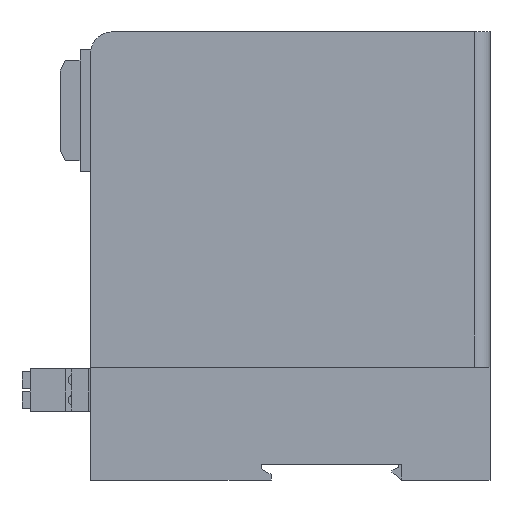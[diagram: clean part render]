
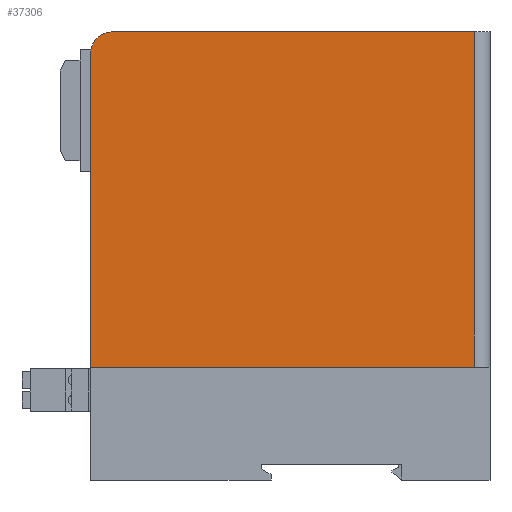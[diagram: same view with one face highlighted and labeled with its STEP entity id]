
A CAD part, left-side view. The second image highlights one B-rep face of the part: STEP entity #37306.
In plain terms, the highlighted planar face has unit normal (-1, 0, 0).
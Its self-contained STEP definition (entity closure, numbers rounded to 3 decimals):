
#3699=DIRECTION('',(0.,1.,0.));
#3700=VECTOR('',#3699,91.4);
#3701=CARTESIAN_POINT('',(25.,4.,113.22));
#3702=LINE('',#3701,#3700);
#6736=DIRECTION('',(0.,0.,1.));
#6737=VECTOR('',#6736,79.15);
#6738=CARTESIAN_POINT('',(25.,100.9,28.57));
#6739=LINE('',#6738,#6737);
#10484=CARTESIAN_POINT('',(25.,95.4,107.72));
#10485=DIRECTION('',(-1.,0.,0.));
#10486=DIRECTION('',(0.,0.,1.));
#10487=AXIS2_PLACEMENT_3D('',#10484,#10485,#10486);
#10492=DIRECTION('',(0.,0.,1.));
#10493=VECTOR('',#10492,84.65);
#10494=CARTESIAN_POINT('',(25.,4.,28.57));
#10495=LINE('',#10494,#10493);
#10499=DIRECTION('',(0.,1.,0.));
#10500=VECTOR('',#10499,96.9);
#10501=CARTESIAN_POINT('',(25.,4.,28.57));
#10502=LINE('',#10501,#10500);
#22573=CARTESIAN_POINT('',(25.,100.9,28.57));
#22574=VERTEX_POINT('',#22573);
#26735=CARTESIAN_POINT('',(25.,4.,28.57));
#26736=CARTESIAN_POINT('',(25.,4.,113.22));
#26737=VERTEX_POINT('',#26735);
#26738=VERTEX_POINT('',#26736);
#26749=CARTESIAN_POINT('',(25.,95.4,113.22));
#26750=CARTESIAN_POINT('',(25.,100.9,107.72));
#26751=VERTEX_POINT('',#26749);
#26752=VERTEX_POINT('',#26750);
#37292=CARTESIAN_POINT('',(25.,0.,28.57));
#37293=DIRECTION('',(-1.,0.,0.));
#37294=DIRECTION('',(0.,0.,1.));
#37295=AXIS2_PLACEMENT_3D('',#37292,#37293,#37294);
#37296=PLANE('',#37295);
#37297=ORIENTED_EDGE('',*,*,#32043,.F.);
#37298=ORIENTED_EDGE('',*,*,#29699,.F.);
#37300=ORIENTED_EDGE('',*,*,#37299,.F.);
#37302=ORIENTED_EDGE('',*,*,#37301,.T.);
#37303=ORIENTED_EDGE('',*,*,#32095,.T.);
#37304=EDGE_LOOP('',(#37297,#37298,#37300,#37302,#37303));
#37305=FACE_OUTER_BOUND('',#37304,.F.);
#10488=CIRCLE('',#10487,5.5);
#29699=EDGE_CURVE('',#26738,#26751,#3702,.T.);
#32043=EDGE_CURVE('',#26751,#26752,#10488,.T.);
#32095=EDGE_CURVE('',#22574,#26752,#6739,.T.);
#37299=EDGE_CURVE('',#26737,#26738,#10495,.T.);
#37301=EDGE_CURVE('',#26737,#22574,#10502,.T.);
#37306=ADVANCED_FACE('',(#37305),#37296,.T.);
